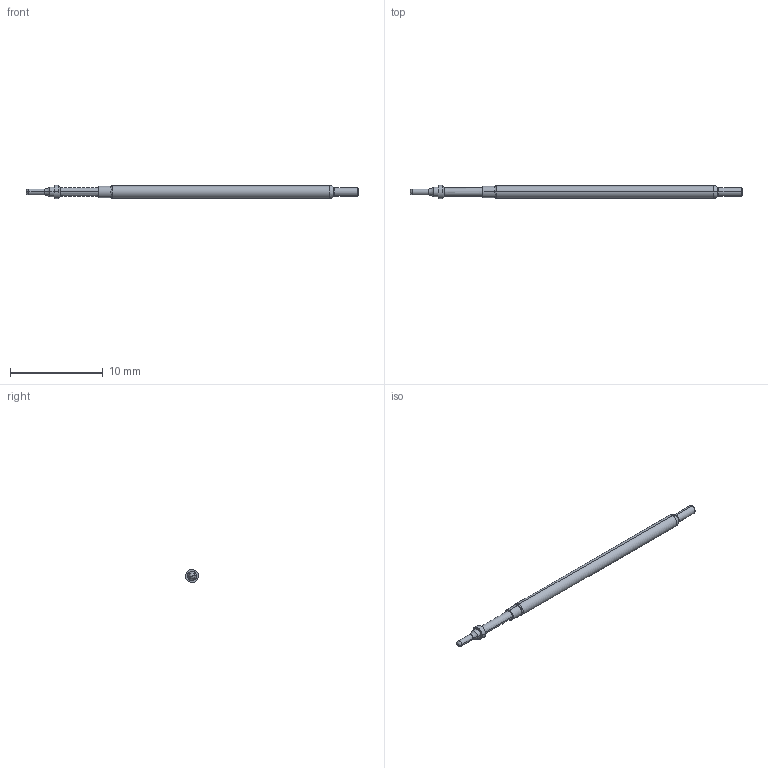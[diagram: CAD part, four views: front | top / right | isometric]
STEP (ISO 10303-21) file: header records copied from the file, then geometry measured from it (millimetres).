
FILE_DESCRIPTION (( 'STEP AP214' ), '1' );
FILE_NAME ('X75-PRP2570_.STEP', '2016-04-12T17:07:20', ( 'spare' ), ( '' ), 'SwSTEP 2.0', 'SolidWorks 2016', '' );
FILE_SCHEMA (( 'AUTOMOTIVE_DESIGN' ));
Length unit declared in the file: inch
Products named in the file (1): X75-PRP2570_
Bounding box: 35.81 x 1.42 x 1.42 mm (x, y, z)
Volume: 43.5 mm3; surface area: 140.3 mm2
Topology: 1 solids, 1 shells, 39 faces, 78 edges, 41 vertices
Faces by surface type: torus 16, cylinder 12, cone 8, plane 3
Entity records: 1541 total; most frequent: DIRECTION 212, CARTESIAN_POINT 157, ORIENTED_EDGE 152, AXIS2_PLACEMENT_3D 96, EDGE_CURVE 76, CIRCLE 56, LENGTH_MEASURE_WITH_UNIT 42, UNCERTAINTY_MEASURE_WITH_UNIT 42
